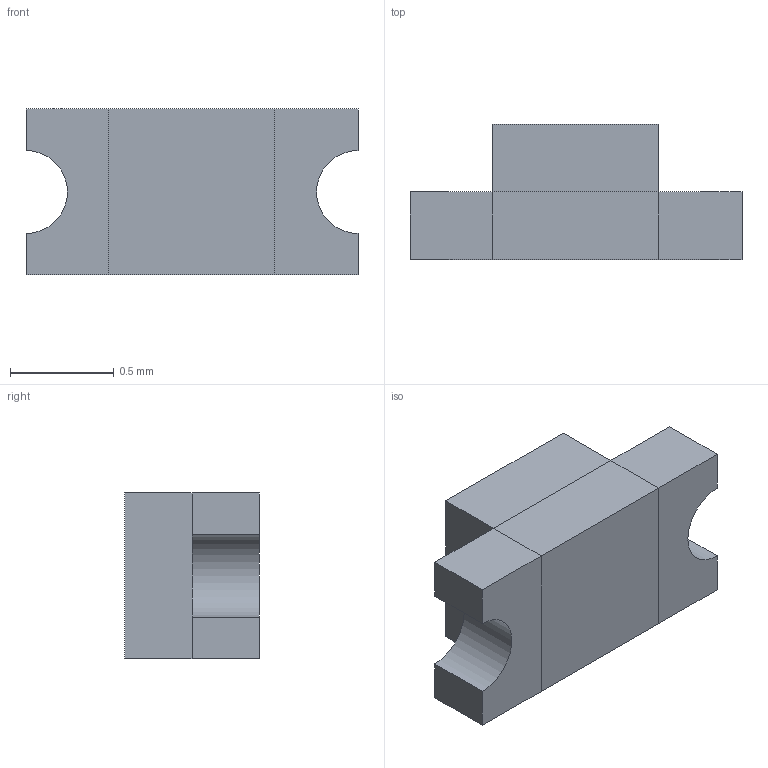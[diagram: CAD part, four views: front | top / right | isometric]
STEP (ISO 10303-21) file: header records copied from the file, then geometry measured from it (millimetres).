
FILE_DESCRIPTION (( 'STEP AP214' ), '1' );
FILE_NAME ( 'LEDSC80X160X65L40.STEP', '2019-03-28T18:33:14', ( '' ), ( '' ), 'Part was generated with the free Library Expert Lite available at www.PCBLibraries.com. Removing line will violate the End User License Agreement.', '©2017 PCB Libraries, Inc.', '' );
FILE_SCHEMA (( 'AUTOMOTIVE_DESIGN' ));
Length unit declared in the file: millimetre
Products named in the file (1): LEDSC80X160X65L40
Bounding box: 1.6 x 0.65 x 0.8 mm (x, y, z)
Volume: 0.6 mm3; surface area: 7.4 mm2
Topology: 4 solids, 4 shells, 28 faces, 60 edges, 40 vertices
Faces by surface type: plane 26, cylinder 2
Entity records: 881 total; most frequent: CARTESIAN_POINT 129, DIRECTION 122, ORIENTED_EDGE 120, EDGE_CURVE 60, VECTOR 56, LINE 56, VERTEX_POINT 40, AXIS2_PLACEMENT_3D 33
